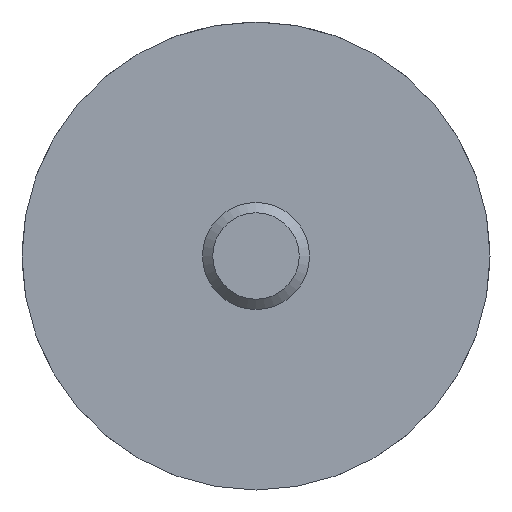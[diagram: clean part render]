
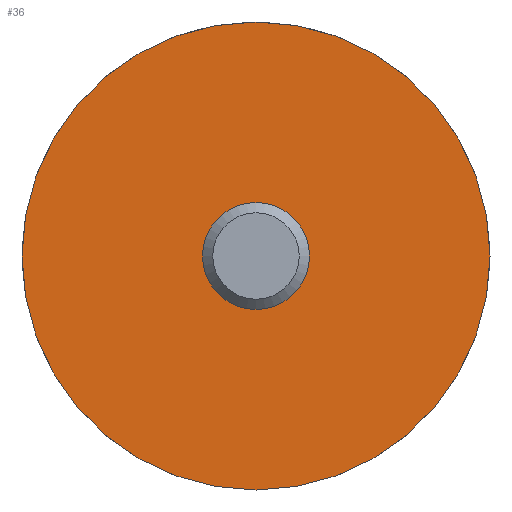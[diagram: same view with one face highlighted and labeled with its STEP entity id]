
A CAD part, front view. The second image highlights one B-rep face of the part: STEP entity #36.
In plain terms, the highlighted planar face has unit normal (0, -1, 0).
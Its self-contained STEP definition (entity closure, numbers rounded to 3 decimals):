
#36 = ADVANCED_FACE( '', ( #70, #71 ), #72, .F. );
#70 = FACE_BOUND( '', #100, .T. );
#71 = FACE_OUTER_BOUND( '', #101, .T. );
#72 = PLANE( '', #102 );
#100 = EDGE_LOOP( '', ( #164 ) );
#101 = EDGE_LOOP( '', ( #165 ) );
#102 = AXIS2_PLACEMENT_3D( '', #166, #167, #168 );
#164 = ORIENTED_EDGE( '', *, *, #180, .F. );
#165 = ORIENTED_EDGE( '', *, *, #187, .T. );
#166 = CARTESIAN_POINT( '', ( 17.5, 0., 0. ) );
#167 = DIRECTION( '', ( 0., 1., 0. ) );
#168 = DIRECTION( '', ( 0., 0., 1. ) );
#180 = EDGE_CURVE( '', #193, #193, #194, .T. );
#187 = EDGE_CURVE( '', #202, #202, #203, .T. );
#193 = VERTEX_POINT( '', #209 );
#194 = CIRCLE( '', #210, 4. );
#202 = VERTEX_POINT( '', #218 );
#203 = CIRCLE( '', #219, 17.5 );
#209 = CARTESIAN_POINT( '', ( 0., 0., -4. ) );
#210 = AXIS2_PLACEMENT_3D( '', #225, #226, #227 );
#218 = CARTESIAN_POINT( '', ( 0., 0., -17.5 ) );
#219 = AXIS2_PLACEMENT_3D( '', #234, #235, #236 );
#225 = CARTESIAN_POINT( '', ( 0., 0., 0. ) );
#226 = DIRECTION( '', ( 0., -1., 0. ) );
#227 = DIRECTION( '', ( 0., 0., -1. ) );
#234 = CARTESIAN_POINT( '', ( 0., 0., 0. ) );
#235 = DIRECTION( '', ( 0., -1., 0. ) );
#236 = DIRECTION( '', ( 0., 0., -1. ) );
